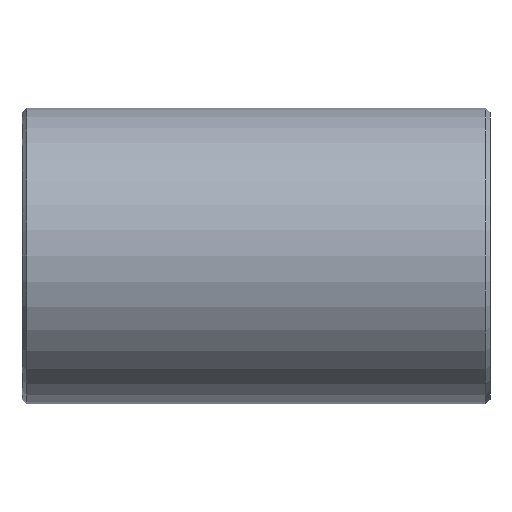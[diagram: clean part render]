
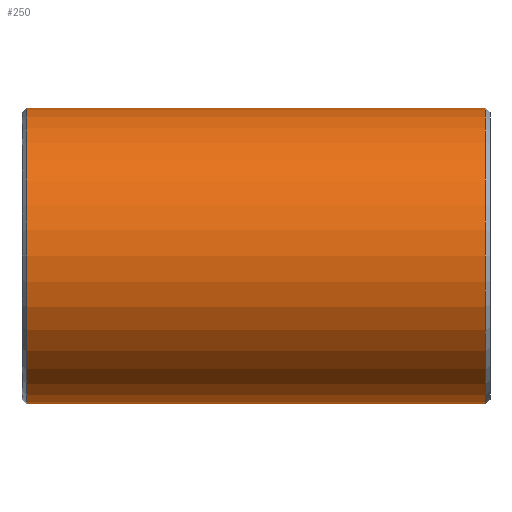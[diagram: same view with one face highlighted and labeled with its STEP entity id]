
A CAD part, front view. The second image highlights one B-rep face of the part: STEP entity #250.
In plain terms, the highlighted cylindrical face has radius 136.525 mm (diameter 273.05 mm), a partial arc.
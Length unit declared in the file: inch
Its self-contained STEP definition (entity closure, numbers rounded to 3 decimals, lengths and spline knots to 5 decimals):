
#16 = DIRECTION ( 'NONE',  ( 0., 0., 1. ) ) ;
#18 = ORIENTED_EDGE ( 'NONE', *, *, #151, .T. ) ;
#38 = DIRECTION ( 'NONE',  ( -1., 0., 0. ) ) ;
#42 = CIRCLE ( 'NONE', #181, 5.375 ) ;
#52 = CARTESIAN_POINT ( 'NONE',  ( 8.33333, 0., 0. ) ) ;
#63 = DIRECTION ( 'NONE',  ( 0., 0., -1. ) ) ;
#75 = EDGE_LOOP ( 'NONE', ( #88, #18, #818, #732 ) ) ;
#76 = CARTESIAN_POINT ( 'NONE',  ( 8.5, 0., -5.375 ) ) ;
#87 = VECTOR ( 'NONE', #596, 39.37008 ) ;
#88 = ORIENTED_EDGE ( 'NONE', *, *, #816, .F. ) ;
#107 = DIRECTION ( 'NONE',  ( -1., 0., 0. ) ) ;
#112 = FACE_OUTER_BOUND ( 'NONE', #75, .T. ) ;
#122 = AXIS2_PLACEMENT_3D ( 'NONE', #52, #313, #63 ) ;
#151 = EDGE_CURVE ( 'NONE', #721, #802, #345, .T. ) ;
#181 = AXIS2_PLACEMENT_3D ( 'NONE', #535, #271, #16 ) ;
#209 = CARTESIAN_POINT ( 'NONE',  ( 8.33333, 0., 5.375 ) ) ;
#227 = CARTESIAN_POINT ( 'NONE',  ( -8.33333, 0., 5.375 ) ) ;
#235 = LINE ( 'NONE', #438, #668 ) ;
#241 = DIRECTION ( 'NONE',  ( 0., 0., 1. ) ) ;
#250 = ADVANCED_FACE ( 'NONE', ( #112 ), #627, .T. ) ;
#271 = DIRECTION ( 'NONE',  ( 1., 0., 0. ) ) ;
#300 = CARTESIAN_POINT ( 'NONE',  ( 8.5, 0., 0. ) ) ;
#313 = DIRECTION ( 'NONE',  ( -1., 0., 0. ) ) ;
#314 = EDGE_CURVE ( 'NONE', #422, #500, #42, .T. ) ;
#337 = LINE ( 'NONE', #76, #87 ) ;
#341 = CARTESIAN_POINT ( 'NONE',  ( 8.33333, 0., -5.375 ) ) ;
#345 = CIRCLE ( 'NONE', #122, 5.375 ) ;
#422 = VERTEX_POINT ( 'NONE', #227 ) ;
#438 = CARTESIAN_POINT ( 'NONE',  ( 8.5, 0., 5.375 ) ) ;
#500 = VERTEX_POINT ( 'NONE', #507 ) ;
#507 = CARTESIAN_POINT ( 'NONE',  ( -8.33333, 0., -5.375 ) ) ;
#521 = EDGE_CURVE ( 'NONE', #802, #422, #235, .T. ) ;
#535 = CARTESIAN_POINT ( 'NONE',  ( -8.33333, 0., 0. ) ) ;
#540 = AXIS2_PLACEMENT_3D ( 'NONE', #300, #107, #241 ) ;
#596 = DIRECTION ( 'NONE',  ( -1., 0., 0. ) ) ;
#627 = CYLINDRICAL_SURFACE ( 'NONE', #540, 5.375 ) ;
#668 = VECTOR ( 'NONE', #38, 39.37008 ) ;
#721 = VERTEX_POINT ( 'NONE', #341 ) ;
#732 = ORIENTED_EDGE ( 'NONE', *, *, #314, .T. ) ;
#802 = VERTEX_POINT ( 'NONE', #209 ) ;
#816 = EDGE_CURVE ( 'NONE', #721, #500, #337, .T. ) ;
#818 = ORIENTED_EDGE ( 'NONE', *, *, #521, .T. ) ;
